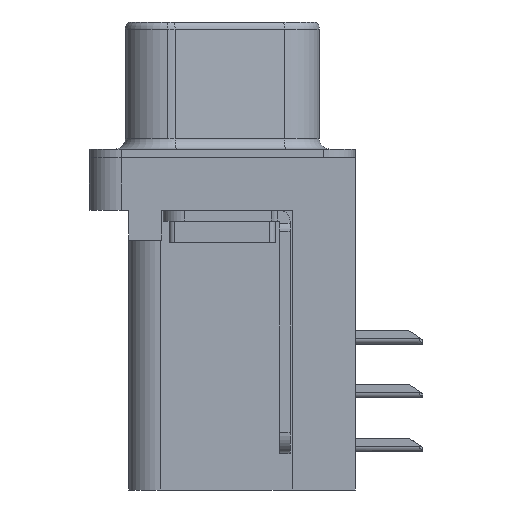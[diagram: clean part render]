
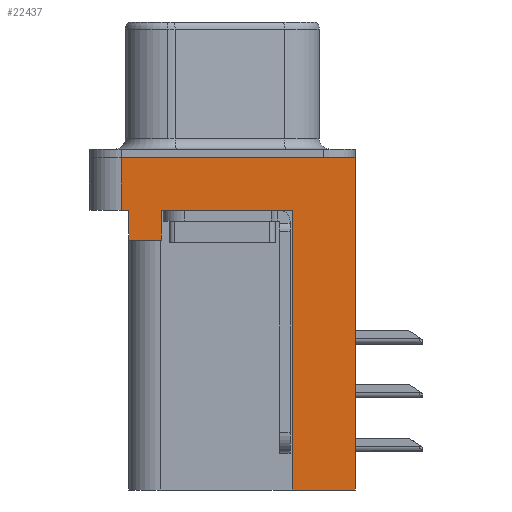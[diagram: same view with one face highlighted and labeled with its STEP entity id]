
A CAD part, left-side view. The second image highlights one B-rep face of the part: STEP entity #22437.
In plain terms, the highlighted planar face has unit normal (-1, 0, 0).
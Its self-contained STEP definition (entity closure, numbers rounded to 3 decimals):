
#179 = VERTEX_POINT ( 'NONE', #2723 ) ;
#450 = CARTESIAN_POINT ( 'NONE',  ( -2.935, -6.275, 0. ) ) ;
#1532 = EDGE_CURVE ( 'NONE', #179, #12194, #4057, .T. ) ;
#1788 = EDGE_CURVE ( 'NONE', #18850, #18371, #4895, .T. ) ;
#2608 = CARTESIAN_POINT ( 'NONE',  ( -2.935, -6.275, -2.5 ) ) ;
#2723 = CARTESIAN_POINT ( 'NONE',  ( -2.935, 4.425, -3.9 ) ) ;
#2940 = DIRECTION ( 'NONE',  ( 0., 0., 1. ) ) ;
#3070 = CARTESIAN_POINT ( 'NONE',  ( -2.935, -3.295, -15.7 ) ) ;
#3414 = CARTESIAN_POINT ( 'NONE',  ( -2.935, -6.275, -15.7 ) ) ;
#3734 = VERTEX_POINT ( 'NONE', #20016 ) ;
#3767 = ORIENTED_EDGE ( 'NONE', *, *, #19913, .T. ) ;
#3960 = CARTESIAN_POINT ( 'NONE',  ( -2.935, 4.775, 0. ) ) ;
#4057 = LINE ( 'NONE', #21098, #17999 ) ;
#4161 = CARTESIAN_POINT ( 'NONE',  ( -2.935, 4.775, -2.5 ) ) ;
#4475 = LINE ( 'NONE', #22385, #18410 ) ;
#4895 = LINE ( 'NONE', #10849, #19989 ) ;
#5210 = DIRECTION ( 'NONE',  ( 0., 0., 1. ) ) ;
#5825 = ORIENTED_EDGE ( 'NONE', *, *, #1788, .T. ) ;
#7062 = LINE ( 'NONE', #12180, #21011 ) ;
#7536 = CARTESIAN_POINT ( 'NONE',  ( -2.935, 2.895, -3.9 ) ) ;
#7837 = VERTEX_POINT ( 'NONE', #4161 ) ;
#8024 = DIRECTION ( 'NONE',  ( 0., -1., 0. ) ) ;
#8111 = LINE ( 'NONE', #8868, #22045 ) ;
#8306 = ORIENTED_EDGE ( 'NONE', *, *, #23463, .F. ) ;
#8351 = ORIENTED_EDGE ( 'NONE', *, *, #21271, .F. ) ;
#8413 = FACE_OUTER_BOUND ( 'NONE', #23502, .T. ) ;
#8639 = CARTESIAN_POINT ( 'NONE',  ( -2.935, 4.425, -3.9 ) ) ;
#8868 = CARTESIAN_POINT ( 'NONE',  ( -2.935, 4.775, -2.5 ) ) ;
#9284 = VECTOR ( 'NONE', #13523, 1000. ) ;
#9315 = VECTOR ( 'NONE', #8024, 1000. ) ;
#9438 = VECTOR ( 'NONE', #11707, 1000. ) ;
#9439 = VERTEX_POINT ( 'NONE', #17419 ) ;
#9691 = DIRECTION ( 'NONE',  ( 0., -1., 0. ) ) ;
#9748 = AXIS2_PLACEMENT_3D ( 'NONE', #15583, #13837, #2940 ) ;
#10196 = VECTOR ( 'NONE', #19615, 1000. ) ;
#10232 = DIRECTION ( 'NONE',  ( 0., 0., 1. ) ) ;
#10460 = VERTEX_POINT ( 'NONE', #3960 ) ;
#10849 = CARTESIAN_POINT ( 'NONE',  ( -2.935, -6.275, -2.5 ) ) ;
#11253 = EDGE_CURVE ( 'NONE', #7837, #12194, #19535, .T. ) ;
#11362 = ORIENTED_EDGE ( 'NONE', *, *, #16789, .F. ) ;
#11699 = CARTESIAN_POINT ( 'NONE',  ( -2.935, -3.295, -15.7 ) ) ;
#11707 = DIRECTION ( 'NONE',  ( 0., 0., 1. ) ) ;
#11899 = ORIENTED_EDGE ( 'NONE', *, *, #21557, .F. ) ;
#12180 = CARTESIAN_POINT ( 'NONE',  ( -2.935, -6.275, -2.5 ) ) ;
#12194 = VERTEX_POINT ( 'NONE', #17678 ) ;
#12307 = EDGE_CURVE ( 'NONE', #7837, #10460, #8111, .T. ) ;
#12610 = CARTESIAN_POINT ( 'NONE',  ( -2.935, -3.295, -2.5 ) ) ;
#13523 = DIRECTION ( 'NONE',  ( 0., 1., 0. ) ) ;
#13837 = DIRECTION ( 'NONE',  ( -1., 0., 0. ) ) ;
#14014 = DIRECTION ( 'NONE',  ( 0., -1., 0. ) ) ;
#14269 = LINE ( 'NONE', #3070, #17979 ) ;
#14390 = ORIENTED_EDGE ( 'NONE', *, *, #17259, .T. ) ;
#15558 = ORIENTED_EDGE ( 'NONE', *, *, #1532, .F. ) ;
#15583 = CARTESIAN_POINT ( 'NONE',  ( -2.935, -6.275, -2.5 ) ) ;
#15719 = VERTEX_POINT ( 'NONE', #7536 ) ;
#15787 = DIRECTION ( 'NONE',  ( 0., 0., 1. ) ) ;
#16789 = EDGE_CURVE ( 'NONE', #3734, #17525, #14269, .T. ) ;
#17259 = EDGE_CURVE ( 'NONE', #15719, #9439, #23341, .T. ) ;
#17419 = CARTESIAN_POINT ( 'NONE',  ( -2.935, 2.895, -2.5 ) ) ;
#17525 = VERTEX_POINT ( 'NONE', #12610 ) ;
#17678 = CARTESIAN_POINT ( 'NONE',  ( -2.935, 4.425, -2.5 ) ) ;
#17979 = VECTOR ( 'NONE', #15787, 1000. ) ;
#17999 = VECTOR ( 'NONE', #10232, 1000. ) ;
#18371 = VERTEX_POINT ( 'NONE', #450 ) ;
#18410 = VECTOR ( 'NONE', #9691, 1000. ) ;
#18850 = VERTEX_POINT ( 'NONE', #3414 ) ;
#18926 = LINE ( 'NONE', #11699, #9284 ) ;
#19535 = LINE ( 'NONE', #2608, #9315 ) ;
#19615 = DIRECTION ( 'NONE',  ( 0., 1., 0. ) ) ;
#19860 = LINE ( 'NONE', #8639, #10196 ) ;
#19913 = EDGE_CURVE ( 'NONE', #9439, #17525, #7062, .T. ) ;
#19915 = DIRECTION ( 'NONE',  ( 0., 0., 1. ) ) ;
#19989 = VECTOR ( 'NONE', #19915, 1000. ) ;
#20016 = CARTESIAN_POINT ( 'NONE',  ( -2.935, -3.295, -15.7 ) ) ;
#20616 = ORIENTED_EDGE ( 'NONE', *, *, #11253, .T. ) ;
#21011 = VECTOR ( 'NONE', #14014, 1000. ) ;
#21076 = PLANE ( 'NONE',  #9748 ) ;
#21098 = CARTESIAN_POINT ( 'NONE',  ( -2.935, 4.425, -3.9 ) ) ;
#21271 = EDGE_CURVE ( 'NONE', #15719, #179, #19860, .T. ) ;
#21557 = EDGE_CURVE ( 'NONE', #10460, #18371, #4475, .T. ) ;
#22045 = VECTOR ( 'NONE', #5210, 1000. ) ;
#22348 = ORIENTED_EDGE ( 'NONE', *, *, #12307, .F. ) ;
#22385 = CARTESIAN_POINT ( 'NONE',  ( -2.935, -6.275, 0. ) ) ;
#22437 = ADVANCED_FACE ( 'NONE', ( #8413 ), #21076, .T. ) ;
#22608 = CARTESIAN_POINT ( 'NONE',  ( -2.935, 2.895, -3.9 ) ) ;
#23341 = LINE ( 'NONE', #22608, #9438 ) ;
#23463 = EDGE_CURVE ( 'NONE', #18850, #3734, #18926, .T. ) ;
#23502 = EDGE_LOOP ( 'NONE', ( #11899, #22348, #20616, #15558, #8351, #14390, #3767, #11362, #8306, #5825 ) ) ;
